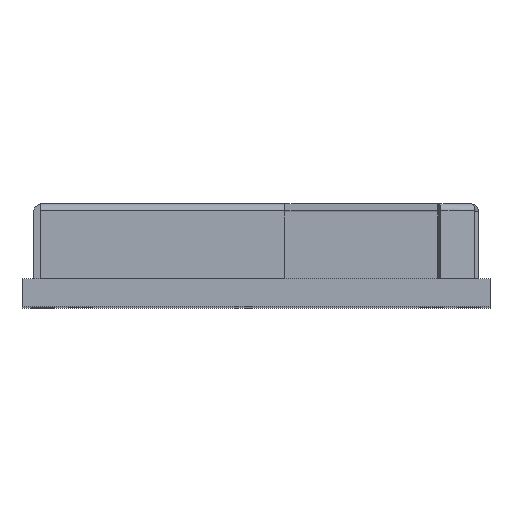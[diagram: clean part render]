
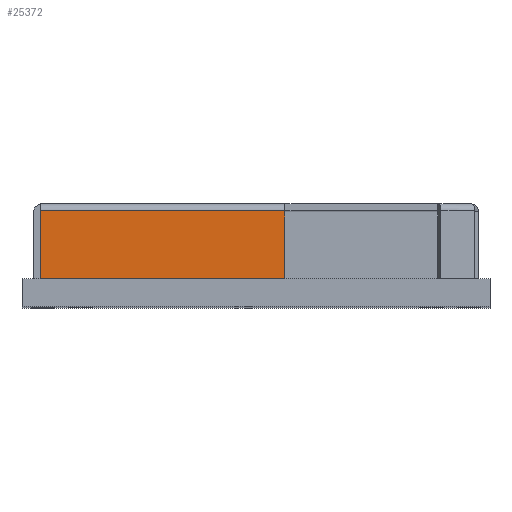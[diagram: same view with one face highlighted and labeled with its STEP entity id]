
A CAD part, top view. The second image highlights one B-rep face of the part: STEP entity #25372.
In plain terms, the highlighted planar face has unit normal (0, 0, 1).
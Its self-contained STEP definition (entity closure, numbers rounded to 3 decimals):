
#539 = CARTESIAN_POINT ( 'NONE',  ( 0.619, 0.6, 7.25 ) ) ;
#3590 = CARTESIAN_POINT ( 'NONE',  ( 0.619, 2.05, 7.25 ) ) ;
#3964 = VECTOR ( 'NONE', #13622, 1000. ) ;
#4624 = LINE ( 'NONE', #7297, #3964 ) ;
#5195 = VERTEX_POINT ( 'NONE', #24049 ) ;
#6922 = LINE ( 'NONE', #24849, #21715 ) ;
#7297 = CARTESIAN_POINT ( 'NONE',  ( 0.619, 2.05, 7.25 ) ) ;
#8223 = DIRECTION ( 'NONE',  ( -1., 0., 0. ) ) ;
#9018 = AXIS2_PLACEMENT_3D ( 'NONE', #26583, #16200, #18121 ) ;
#9239 = ORIENTED_EDGE ( 'NONE', *, *, #22701, .F. ) ;
#9791 = VECTOR ( 'NONE', #19293, 1000. ) ;
#10684 = VERTEX_POINT ( 'NONE', #539 ) ;
#11250 = VECTOR ( 'NONE', #11526, 1000. ) ;
#11526 = DIRECTION ( 'NONE',  ( 1., 0., 0. ) ) ;
#11728 = ORIENTED_EDGE ( 'NONE', *, *, #25691, .F. ) ;
#13622 = DIRECTION ( 'NONE',  ( 0., -1., 0. ) ) ;
#13848 = ORIENTED_EDGE ( 'NONE', *, *, #23318, .F. ) ;
#14704 = ORIENTED_EDGE ( 'NONE', *, *, #24962, .F. ) ;
#15126 = VERTEX_POINT ( 'NONE', #24284 ) ;
#15198 = VERTEX_POINT ( 'NONE', #3590 ) ;
#16200 = DIRECTION ( 'NONE',  ( 0., 0., 1. ) ) ;
#17534 = LINE ( 'NONE', #22400, #11250 ) ;
#18094 = EDGE_LOOP ( 'NONE', ( #11728, #14704, #13848, #9239 ) ) ;
#18121 = DIRECTION ( 'NONE',  ( 0., -1., 0. ) ) ;
#19293 = DIRECTION ( 'NONE',  ( 0., 1., 0. ) ) ;
#21715 = VECTOR ( 'NONE', #8223, 1000. ) ;
#22400 = CARTESIAN_POINT ( 'NONE',  ( 0.619, 2.05, 7.25 ) ) ;
#22701 = EDGE_CURVE ( 'NONE', #15126, #15198, #17534, .T. ) ;
#23318 = EDGE_CURVE ( 'NONE', #15198, #10684, #4624, .T. ) ;
#23979 = FACE_OUTER_BOUND ( 'NONE', #18094, .T. ) ;
#24049 = CARTESIAN_POINT ( 'NONE',  ( -4.6, 0.6, 7.25 ) ) ;
#24284 = CARTESIAN_POINT ( 'NONE',  ( -4.6, 2.05, 7.25 ) ) ;
#24849 = CARTESIAN_POINT ( 'NONE',  ( -4.75, 0.6, 7.25 ) ) ;
#24962 = EDGE_CURVE ( 'NONE', #10684, #5195, #6922, .T. ) ;
#25268 = CARTESIAN_POINT ( 'NONE',  ( -4.6, 0., 7.25 ) ) ;
#25372 = ADVANCED_FACE ( 'NONE', ( #23979 ), #26676, .T. ) ;
#25691 = EDGE_CURVE ( 'NONE', #5195, #15126, #27245, .T. ) ;
#26583 = CARTESIAN_POINT ( 'NONE',  ( 0., 0., 7.25 ) ) ;
#26676 = PLANE ( 'NONE',  #9018 ) ;
#27245 = LINE ( 'NONE', #25268, #9791 ) ;
